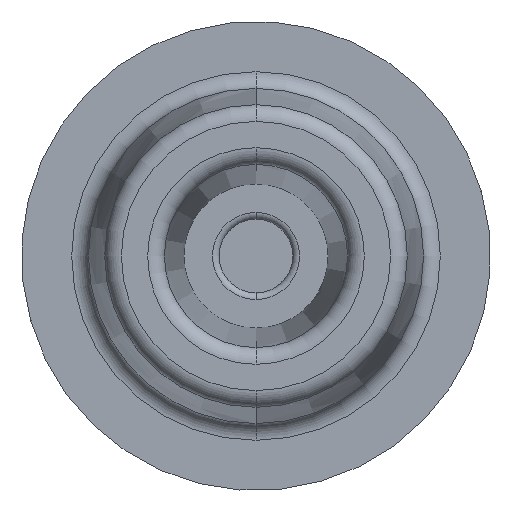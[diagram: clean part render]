
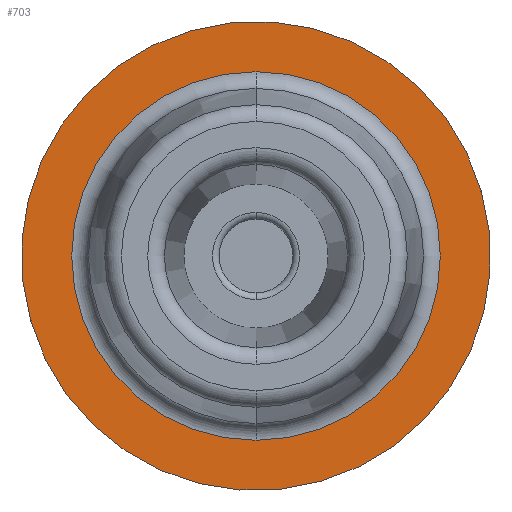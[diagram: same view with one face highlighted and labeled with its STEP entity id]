
A CAD part, front view. The second image highlights one B-rep face of the part: STEP entity #703.
In plain terms, the highlighted planar face has unit normal (0, -1, 0).
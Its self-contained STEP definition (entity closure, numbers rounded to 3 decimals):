
#32 = CARTESIAN_POINT ( 'NONE',  ( 0., 5., 0. ) ) ;
#36 = CARTESIAN_POINT ( 'NONE',  ( 0., 5., 0. ) ) ;
#39 = AXIS2_PLACEMENT_3D ( 'NONE', #154, #157, #447 ) ;
#51 = VERTEX_POINT ( 'NONE', #295 ) ;
#89 = DIRECTION ( 'NONE',  ( 0., 0., 1. ) ) ;
#90 = DIRECTION ( 'NONE',  ( 0., 0., 1. ) ) ;
#134 = EDGE_LOOP ( 'NONE', ( #700, #231 ) ) ;
#150 = DIRECTION ( 'NONE',  ( 0., 1., 0. ) ) ;
#154 = CARTESIAN_POINT ( 'NONE',  ( 0., 5., 0. ) ) ;
#157 = DIRECTION ( 'NONE',  ( 0., 1., 0. ) ) ;
#163 = PLANE ( 'NONE',  #496 ) ;
#222 = VERTEX_POINT ( 'NONE', #641 ) ;
#231 = ORIENTED_EDGE ( 'NONE', *, *, #611, .T. ) ;
#260 = FACE_BOUND ( 'NONE', #134, .T. ) ;
#273 = CIRCLE ( 'NONE', #581, 3.5 ) ;
#276 = CARTESIAN_POINT ( 'NONE',  ( 0., 5., 0. ) ) ;
#278 = CARTESIAN_POINT ( 'NONE',  ( 3.363, 5., 0.968 ) ) ;
#295 = CARTESIAN_POINT ( 'NONE',  ( 0., 5., 2.75 ) ) ;
#328 = DIRECTION ( 'NONE',  ( 0., 0., 1. ) ) ;
#333 = CARTESIAN_POINT ( 'NONE',  ( 0., 5., 0. ) ) ;
#363 = CIRCLE ( 'NONE', #39, 3.5 ) ;
#373 = CARTESIAN_POINT ( 'NONE',  ( 0., 5., -2.75 ) ) ;
#386 = AXIS2_PLACEMENT_3D ( 'NONE', #36, #150, #90 ) ;
#410 = AXIS2_PLACEMENT_3D ( 'NONE', #276, #543, #328 ) ;
#447 = DIRECTION ( 'NONE',  ( 0., 0., 1. ) ) ;
#496 = AXIS2_PLACEMENT_3D ( 'NONE', #333, #734, #561 ) ;
#518 = EDGE_CURVE ( 'NONE', #222, #570, #273, .T. ) ;
#529 = VERTEX_POINT ( 'NONE', #373 ) ;
#543 = DIRECTION ( 'NONE',  ( 0., 1., 0. ) ) ;
#561 = DIRECTION ( 'NONE',  ( 0., 0., 1. ) ) ;
#570 = VERTEX_POINT ( 'NONE', #278 ) ;
#581 = AXIS2_PLACEMENT_3D ( 'NONE', #32, #720, #89 ) ;
#601 = ORIENTED_EDGE ( 'NONE', *, *, #699, .F. ) ;
#611 = EDGE_CURVE ( 'NONE', #529, #51, #629, .T. ) ;
#629 = CIRCLE ( 'NONE', #386, 2.75 ) ;
#631 = EDGE_CURVE ( 'NONE', #51, #529, #680, .T. ) ;
#641 = CARTESIAN_POINT ( 'NONE',  ( -3.363, 5., -0.968 ) ) ;
#646 = FACE_OUTER_BOUND ( 'NONE', #719, .T. ) ;
#664 = ORIENTED_EDGE ( 'NONE', *, *, #518, .F. ) ;
#680 = CIRCLE ( 'NONE', #410, 2.75 ) ;
#699 = EDGE_CURVE ( 'NONE', #570, #222, #363, .T. ) ;
#700 = ORIENTED_EDGE ( 'NONE', *, *, #631, .T. ) ;
#703 = ADVANCED_FACE ( 'NONE', ( #260, #646 ), #163, .F. ) ;
#719 = EDGE_LOOP ( 'NONE', ( #664, #601 ) ) ;
#720 = DIRECTION ( 'NONE',  ( 0., 1., 0. ) ) ;
#734 = DIRECTION ( 'NONE',  ( 0., 1., 0. ) ) ;
